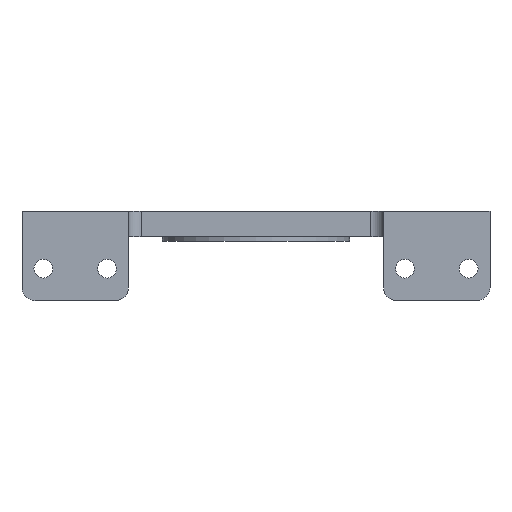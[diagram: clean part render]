
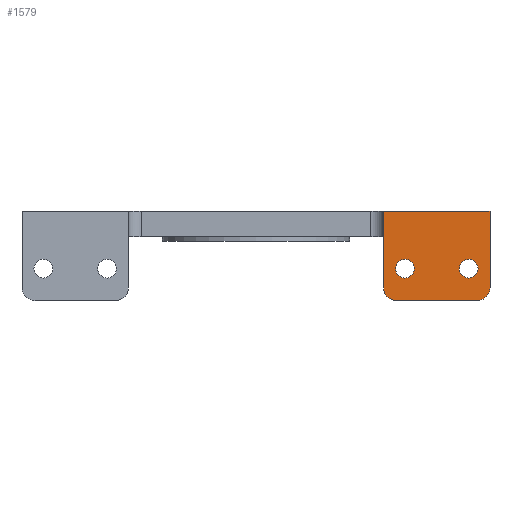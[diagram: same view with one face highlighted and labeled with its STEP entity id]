
A CAD part, front view. The second image highlights one B-rep face of the part: STEP entity #1579.
In plain terms, the highlighted planar face has unit normal (0, -1, 0).
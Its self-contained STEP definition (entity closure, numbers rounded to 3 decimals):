
#1 =( BOUNDED_CURVE ( )  B_SPLINE_CURVE ( 3, ( #1768, #413, #1626, #1281 ),
 .UNSPECIFIED., .F., .T. ) 
 B_SPLINE_CURVE_WITH_KNOTS ( ( 4, 4 ),
 ( 1.571, 3.142 ),
 .UNSPECIFIED. ) 
 CURVE ( )  GEOMETRIC_REPRESENTATION_ITEM ( )  RATIONAL_B_SPLINE_CURVE ( ( 1., 0.805, 0.805, 1. ) ) 
 REPRESENTATION_ITEM ( '' )  );
#3 = ORIENTED_EDGE ( 'NONE', *, *, #763, .T. ) ;
#10 = CIRCLE ( 'NONE', #1264, 2.2 ) ;
#29 = VERTEX_POINT ( 'NONE', #1208 ) ;
#32 = CARTESIAN_POINT ( 'NONE',  ( 55., -95., -11. ) ) ;
#69 = CARTESIAN_POINT ( 'NONE',  ( 51.824, -95., -14. ) ) ;
#74 = CARTESIAN_POINT ( 'NONE',  ( 50., -95., -6.5 ) ) ;
#96 = LINE ( 'NONE', #596, #319 ) ;
#106 = EDGE_LOOP ( 'NONE', ( #3, #1468, #1589, #2003, #2042, #1680 ) ) ;
#223 = DIRECTION ( 'NONE',  ( 0., 0., -1. ) ) ;
#237 = EDGE_LOOP ( 'NONE', ( #629, #837 ) ) ;
#261 = DIRECTION ( 'NONE',  ( 0., -1., 0. ) ) ;
#273 = CIRCLE ( 'NONE', #1058, 3. ) ;
#318 = AXIS2_PLACEMENT_3D ( 'NONE', #2180, #261, #322 ) ;
#319 = VECTOR ( 'NONE', #1431, 1000. ) ;
#322 = DIRECTION ( 'NONE',  ( 0., 0., -1. ) ) ;
#342 = EDGE_CURVE ( 'NONE', #29, #1465, #781, .T. ) ;
#363 = DIRECTION ( 'NONE',  ( 0., 0., -1. ) ) ;
#380 = DIRECTION ( 'NONE',  ( 1., 0., 0. ) ) ;
#410 = CIRCLE ( 'NONE', #1265, 2.2 ) ;
#413 = CARTESIAN_POINT ( 'NONE',  ( 53.685, -95., -14. ) ) ;
#424 = VECTOR ( 'NONE', #511, 1000. ) ;
#432 = CARTESIAN_POINT ( 'NONE',  ( 50., -95., -8.7 ) ) ;
#439 = CARTESIAN_POINT ( 'NONE',  ( 0., -95., 7. ) ) ;
#477 = EDGE_CURVE ( 'NONE', #962, #1502, #410, .T. ) ;
#511 = DIRECTION ( 'NONE',  ( 1., 0., 0. ) ) ;
#512 = FACE_BOUND ( 'NONE', #237, .T. ) ;
#596 = CARTESIAN_POINT ( 'NONE',  ( 30., -95., 7. ) ) ;
#616 = EDGE_CURVE ( 'NONE', #1465, #29, #2025, .T. ) ;
#629 = ORIENTED_EDGE ( 'NONE', *, *, #1993, .F. ) ;
#763 = EDGE_CURVE ( 'NONE', #800, #1888, #1297, .T. ) ;
#774 = EDGE_CURVE ( 'NONE', #1398, #906, #1696, .T. ) ;
#781 = CIRCLE ( 'NONE', #318, 2.2 ) ;
#789 = CARTESIAN_POINT ( 'NONE',  ( 33., -95., -14. ) ) ;
#800 = VERTEX_POINT ( 'NONE', #789 ) ;
#818 = DIRECTION ( 'NONE',  ( 0., 0., 1. ) ) ;
#837 = ORIENTED_EDGE ( 'NONE', *, *, #477, .F. ) ;
#850 = CARTESIAN_POINT ( 'NONE',  ( 30., -95., 7. ) ) ;
#904 = EDGE_CURVE ( 'NONE', #2215, #1398, #1555, .T. ) ;
#906 = VERTEX_POINT ( 'NONE', #32 ) ;
#921 = DIRECTION ( 'NONE',  ( 0., -1., 0. ) ) ;
#962 = VERTEX_POINT ( 'NONE', #1690 ) ;
#1009 = CARTESIAN_POINT ( 'NONE',  ( 35., -95., -6.5 ) ) ;
#1058 = AXIS2_PLACEMENT_3D ( 'NONE', #1169, #1673, #818 ) ;
#1131 = FACE_BOUND ( 'NONE', #1812, .T. ) ;
#1144 = EDGE_CURVE ( 'NONE', #2215, #1472, #96, .T. ) ;
#1169 = CARTESIAN_POINT ( 'NONE',  ( 33., -95., -11. ) ) ;
#1180 = DIRECTION ( 'NONE',  ( 0., 0., -1. ) ) ;
#1208 = CARTESIAN_POINT ( 'NONE',  ( 50., -95., -4.3 ) ) ;
#1239 = CARTESIAN_POINT ( 'NONE',  ( 35., -95., -8.7 ) ) ;
#1264 = AXIS2_PLACEMENT_3D ( 'NONE', #1009, #1852, #1493 ) ;
#1265 = AXIS2_PLACEMENT_3D ( 'NONE', #2047, #1889, #363 ) ;
#1281 = CARTESIAN_POINT ( 'NONE',  ( 55., -95., -11. ) ) ;
#1297 = LINE ( 'NONE', #1543, #424 ) ;
#1388 = CARTESIAN_POINT ( 'NONE',  ( 0., -95., 7. ) ) ;
#1398 = VERTEX_POINT ( 'NONE', #1755 ) ;
#1400 = EDGE_CURVE ( 'NONE', #1888, #906, #1, .T. ) ;
#1425 = VECTOR ( 'NONE', #380, 1000. ) ;
#1431 = DIRECTION ( 'NONE',  ( 0., 0., -1. ) ) ;
#1453 = AXIS2_PLACEMENT_3D ( 'NONE', #74, #921, #223 ) ;
#1465 = VERTEX_POINT ( 'NONE', #432 ) ;
#1468 = ORIENTED_EDGE ( 'NONE', *, *, #1400, .T. ) ;
#1472 = VERTEX_POINT ( 'NONE', #1778 ) ;
#1493 = DIRECTION ( 'NONE',  ( 0., 0., -1. ) ) ;
#1499 = ORIENTED_EDGE ( 'NONE', *, *, #342, .F. ) ;
#1502 = VERTEX_POINT ( 'NONE', #1239 ) ;
#1543 = CARTESIAN_POINT ( 'NONE',  ( 55., -95., -14. ) ) ;
#1555 = LINE ( 'NONE', #1388, #1425 ) ;
#1579 = ADVANCED_FACE ( 'NONE', ( #1711, #1131, #512 ), #1844, .F. ) ;
#1589 = ORIENTED_EDGE ( 'NONE', *, *, #774, .F. ) ;
#1606 = EDGE_CURVE ( 'NONE', #1472, #800, #273, .T. ) ;
#1626 = CARTESIAN_POINT ( 'NONE',  ( 55., -95., -12.757 ) ) ;
#1666 = VECTOR ( 'NONE', #1180, 1000. ) ;
#1673 = DIRECTION ( 'NONE',  ( 0., -1., 0. ) ) ;
#1680 = ORIENTED_EDGE ( 'NONE', *, *, #1606, .T. ) ;
#1690 = CARTESIAN_POINT ( 'NONE',  ( 35., -95., -4.3 ) ) ;
#1696 = LINE ( 'NONE', #2064, #1666 ) ;
#1697 = AXIS2_PLACEMENT_3D ( 'NONE', #439, #1884, #1988 ) ;
#1711 = FACE_OUTER_BOUND ( 'NONE', #106, .T. ) ;
#1755 = CARTESIAN_POINT ( 'NONE',  ( 55., -95., 7. ) ) ;
#1768 = CARTESIAN_POINT ( 'NONE',  ( 51.824, -95., -14. ) ) ;
#1778 = CARTESIAN_POINT ( 'NONE',  ( 30., -95., -11. ) ) ;
#1812 = EDGE_LOOP ( 'NONE', ( #2099, #1499 ) ) ;
#1844 = PLANE ( 'NONE',  #1697 ) ;
#1852 = DIRECTION ( 'NONE',  ( 0., -1., 0. ) ) ;
#1884 = DIRECTION ( 'NONE',  ( 0., 1., 0. ) ) ;
#1888 = VERTEX_POINT ( 'NONE', #69 ) ;
#1889 = DIRECTION ( 'NONE',  ( 0., -1., 0. ) ) ;
#1988 = DIRECTION ( 'NONE',  ( 0., 0., 1. ) ) ;
#1993 = EDGE_CURVE ( 'NONE', #1502, #962, #10, .T. ) ;
#2003 = ORIENTED_EDGE ( 'NONE', *, *, #904, .F. ) ;
#2025 = CIRCLE ( 'NONE', #1453, 2.2 ) ;
#2042 = ORIENTED_EDGE ( 'NONE', *, *, #1144, .T. ) ;
#2047 = CARTESIAN_POINT ( 'NONE',  ( 35., -95., -6.5 ) ) ;
#2064 = CARTESIAN_POINT ( 'NONE',  ( 55., -95., 7. ) ) ;
#2099 = ORIENTED_EDGE ( 'NONE', *, *, #616, .F. ) ;
#2180 = CARTESIAN_POINT ( 'NONE',  ( 50., -95., -6.5 ) ) ;
#2215 = VERTEX_POINT ( 'NONE', #850 ) ;
